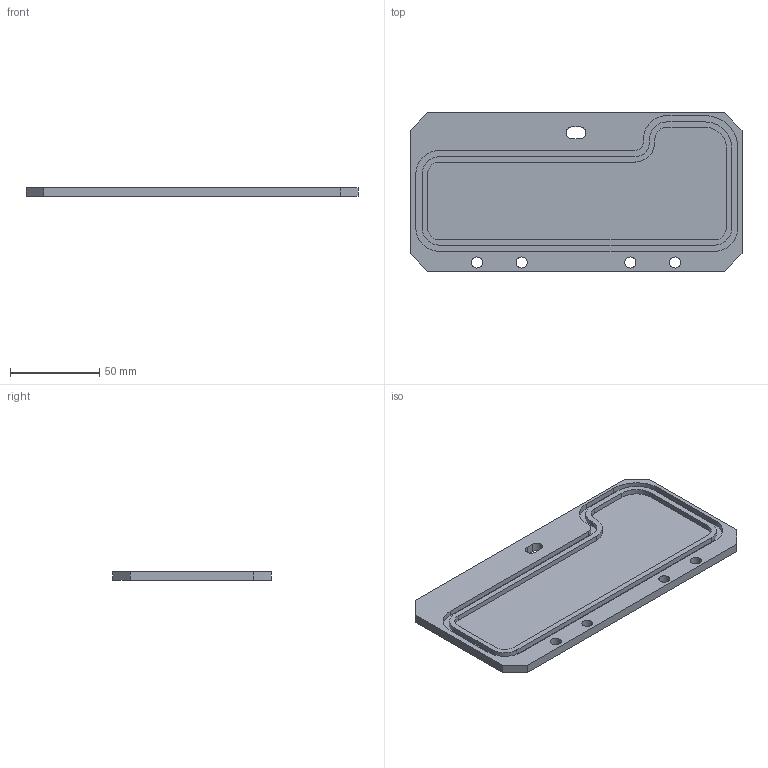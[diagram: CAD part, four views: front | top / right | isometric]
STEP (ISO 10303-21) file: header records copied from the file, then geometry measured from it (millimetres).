
FILE_DESCRIPTION (( 'STEP AP214' ), '1' );
FILE_NAME ('ALTI_USI_91-porte batterie^rceptacleb.STEP', '2020-12-01T17:50:22', ( '' ), ( '' ), 'SwSTEP 2.0', 'SolidWorks 2020', '' );
FILE_SCHEMA (( 'AUTOMOTIVE_DESIGN' ));
Length unit declared in the file: millimetre
Products named in the file (1): ALTI_USI_91-porte batterie^rceptacleb
Bounding box: 186 x 89 x 5 mm (x, y, z)
Volume: 51843.2 mm3; surface area: 39645.5 mm2
Topology: 1 solids, 1 shells, 62 faces, 171 edges, 114 vertices
Faces by surface type: plane 33, cylinder 29
Entity records: 2047 total; most frequent: DIRECTION 355, CARTESIAN_POINT 348, ORIENTED_EDGE 342, EDGE_CURVE 171, AXIS2_PLACEMENT_3D 121, VERTEX_POINT 114, LINE 113, VECTOR 113
